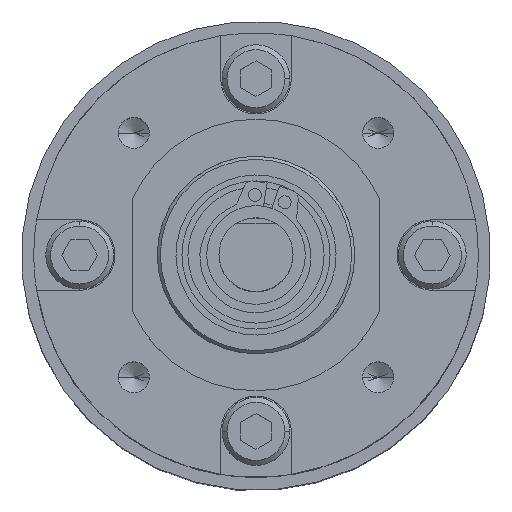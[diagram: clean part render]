
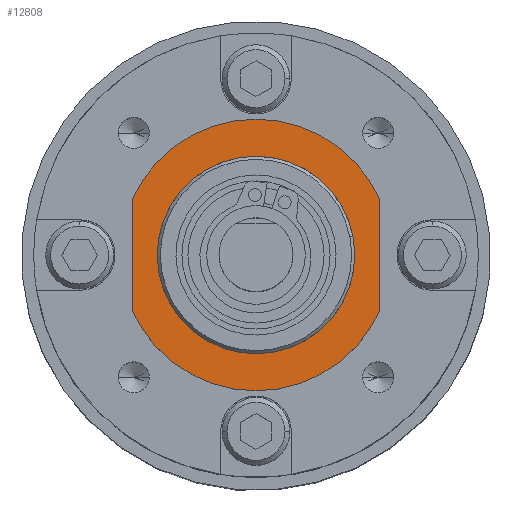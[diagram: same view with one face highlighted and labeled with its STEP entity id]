
A CAD part, top view. The second image highlights one B-rep face of the part: STEP entity #12808.
In plain terms, the highlighted planar face has unit normal (0, 0, 1).
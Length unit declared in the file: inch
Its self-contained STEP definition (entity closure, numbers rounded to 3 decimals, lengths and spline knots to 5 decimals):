
#1156 = CIRCLE ( 'NONE', #7379, 0.31496 ) ;
#1406 = CARTESIAN_POINT ( 'NONE',  ( -0.3937, 0.18042, 1.03118 ) ) ;
#1449 = EDGE_CURVE ( 'NONE', #28797, #17538, #3069, .T. ) ;
#1629 = FACE_OUTER_BOUND ( 'NONE', #21464, .T. ) ;
#1939 = AXIS2_PLACEMENT_3D ( 'NONE', #26680, #12979, #28954 ) ;
#3069 = CIRCLE ( 'NONE', #17471, 0.43307 ) ;
#3977 = CARTESIAN_POINT ( 'NONE',  ( 0.3937, 0.18042, 1.03118 ) ) ;
#5204 = DIRECTION ( 'NONE',  ( 1., 0., 0. ) ) ;
#5507 = EDGE_CURVE ( 'NONE', #24312, #15056, #18039, .T. ) ;
#6135 = DIRECTION ( 'NONE',  ( 0., 0., 1. ) ) ;
#6213 = CARTESIAN_POINT ( 'NONE',  ( 0., 0., 1.03118 ) ) ;
#6403 = DIRECTION ( 'NONE',  ( 1., 0., 0. ) ) ;
#6559 = CARTESIAN_POINT ( 'NONE',  ( 0.3937, -0.18042, 1.03118 ) ) ;
#7379 = AXIS2_PLACEMENT_3D ( 'NONE', #9192, #25224, #11486 ) ;
#7455 = VECTOR ( 'NONE', #28580, 39.37008 ) ;
#7479 = CIRCLE ( 'NONE', #1939, 0.31496 ) ;
#9192 = CARTESIAN_POINT ( 'NONE',  ( 0., 0., 1.03118 ) ) ;
#9334 = DIRECTION ( 'NONE',  ( 0., -1., 0. ) ) ;
#10595 = LINE ( 'NONE', #25347, #16682 ) ;
#10793 = DIRECTION ( 'NONE',  ( 0., 0., 1. ) ) ;
#11486 = DIRECTION ( 'NONE',  ( 1., 0., 0. ) ) ;
#12320 = AXIS2_PLACEMENT_3D ( 'NONE', #23432, #18952, #5204 ) ;
#12808 = ADVANCED_FACE ( 'NONE', ( #13164, #1629 ), #16624, .T. ) ;
#12979 = DIRECTION ( 'NONE',  ( 0., 0., 1. ) ) ;
#13164 = FACE_BOUND ( 'NONE', #20072, .T. ) ;
#13609 = EDGE_CURVE ( 'NONE', #17538, #24312, #10595, .T. ) ;
#13966 = EDGE_CURVE ( 'NONE', #24810, #25047, #1156, .T. ) ;
#14067 = CARTESIAN_POINT ( 'NONE',  ( -0.31496, 0., 1.03118 ) ) ;
#14887 = CARTESIAN_POINT ( 'NONE',  ( 0.3937, 0.18042, 1.03118 ) ) ;
#15056 = VERTEX_POINT ( 'NONE', #6559 ) ;
#15585 = CARTESIAN_POINT ( 'NONE',  ( -0.3937, -0.18042, 1.03118 ) ) ;
#15779 = ORIENTED_EDGE ( 'NONE', *, *, #20670, .T. ) ;
#16056 = ORIENTED_EDGE ( 'NONE', *, *, #23104, .F. ) ;
#16624 = PLANE ( 'NONE',  #12320 ) ;
#16682 = VECTOR ( 'NONE', #9334, 39.37008 ) ;
#17471 = AXIS2_PLACEMENT_3D ( 'NONE', #6213, #6135, #6403 ) ;
#17538 = VERTEX_POINT ( 'NONE', #1406 ) ;
#17660 = CARTESIAN_POINT ( 'NONE',  ( 0.31496, 0., 1.03118 ) ) ;
#18039 = CIRCLE ( 'NONE', #22361, 0.43307 ) ;
#18952 = DIRECTION ( 'NONE',  ( 0., 0., 1. ) ) ;
#19644 = LINE ( 'NONE', #14887, #7455 ) ;
#20072 = EDGE_LOOP ( 'NONE', ( #16056, #29640 ) ) ;
#20670 = EDGE_CURVE ( 'NONE', #15056, #28797, #19644, .T. ) ;
#21464 = EDGE_LOOP ( 'NONE', ( #26177, #15779, #27646, #21826 ) ) ;
#21826 = ORIENTED_EDGE ( 'NONE', *, *, #13609, .T. ) ;
#22361 = AXIS2_PLACEMENT_3D ( 'NONE', #24512, #10793, #26803 ) ;
#23104 = EDGE_CURVE ( 'NONE', #25047, #24810, #7479, .T. ) ;
#23432 = CARTESIAN_POINT ( 'NONE',  ( 0., 0., 1.03118 ) ) ;
#24312 = VERTEX_POINT ( 'NONE', #15585 ) ;
#24512 = CARTESIAN_POINT ( 'NONE',  ( 0., 0., 1.03118 ) ) ;
#24810 = VERTEX_POINT ( 'NONE', #14067 ) ;
#25047 = VERTEX_POINT ( 'NONE', #17660 ) ;
#25224 = DIRECTION ( 'NONE',  ( 0., 0., 1. ) ) ;
#25347 = CARTESIAN_POINT ( 'NONE',  ( -0.3937, 0.18042, 1.03118 ) ) ;
#26177 = ORIENTED_EDGE ( 'NONE', *, *, #5507, .T. ) ;
#26680 = CARTESIAN_POINT ( 'NONE',  ( 0., 0., 1.03118 ) ) ;
#26803 = DIRECTION ( 'NONE',  ( 1., 0., 0. ) ) ;
#27646 = ORIENTED_EDGE ( 'NONE', *, *, #1449, .T. ) ;
#28580 = DIRECTION ( 'NONE',  ( 0., 1., 0. ) ) ;
#28797 = VERTEX_POINT ( 'NONE', #3977 ) ;
#28954 = DIRECTION ( 'NONE',  ( 1., 0., 0. ) ) ;
#29640 = ORIENTED_EDGE ( 'NONE', *, *, #13966, .F. ) ;
